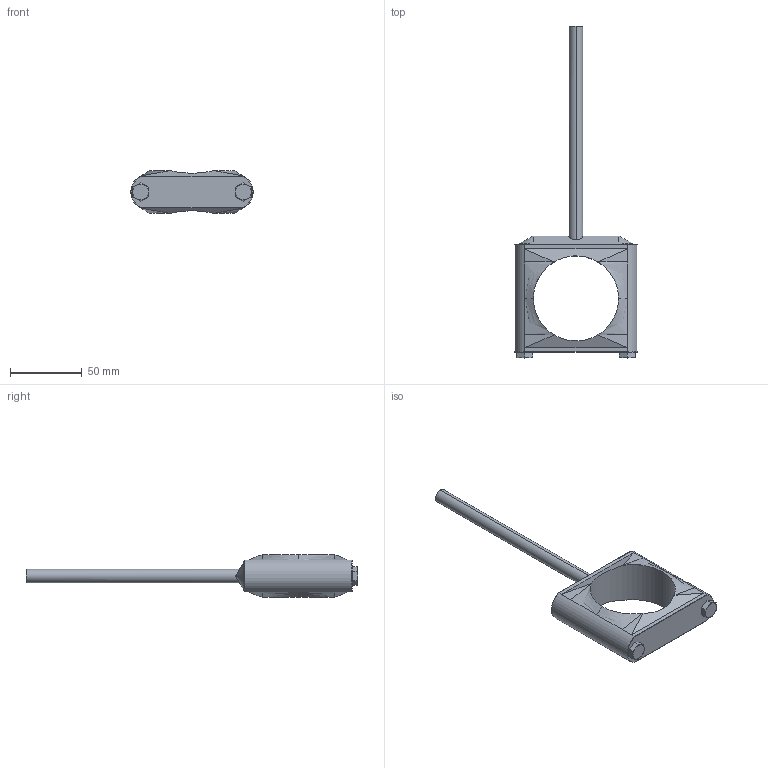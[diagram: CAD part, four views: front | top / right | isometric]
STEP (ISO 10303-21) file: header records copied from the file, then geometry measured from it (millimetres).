
FILE_DESCRIPTION (( 'STEP AP214' ), '1' );
FILE_NAME ('CSDBM6R2.0P304ZP.STEP', '2023-05-28T07:06:15', ( '' ), ( '' ), 'SwSTEP 2.0', 'SolidWorks 2018', '' );
FILE_SCHEMA (( 'AUTOMOTIVE_DESIGN' ));
Length unit declared in the file: inch
Products named in the file (1): CSDBM6R2.0P304ZP
Bounding box: 85.25 x 231.45 x 29.85 mm (x, y, z)
Volume: 97191.5 mm3; surface area: 23588.2 mm2
Topology: 1 solids, 1 shells, 94 faces, 230 edges, 138 vertices
Faces by surface type: plane 36, bspline 18, cone 16, cylinder 14, torus 8, sphere 2
Entity records: 3446 total; most frequent: CARTESIAN_POINT 1421, ORIENTED_EDGE 460, DIRECTION 346, EDGE_CURVE 230, VERTEX_POINT 138, AXIS2_PLACEMENT_3D 127, EDGE_LOOP 96, ADVANCED_FACE 94
